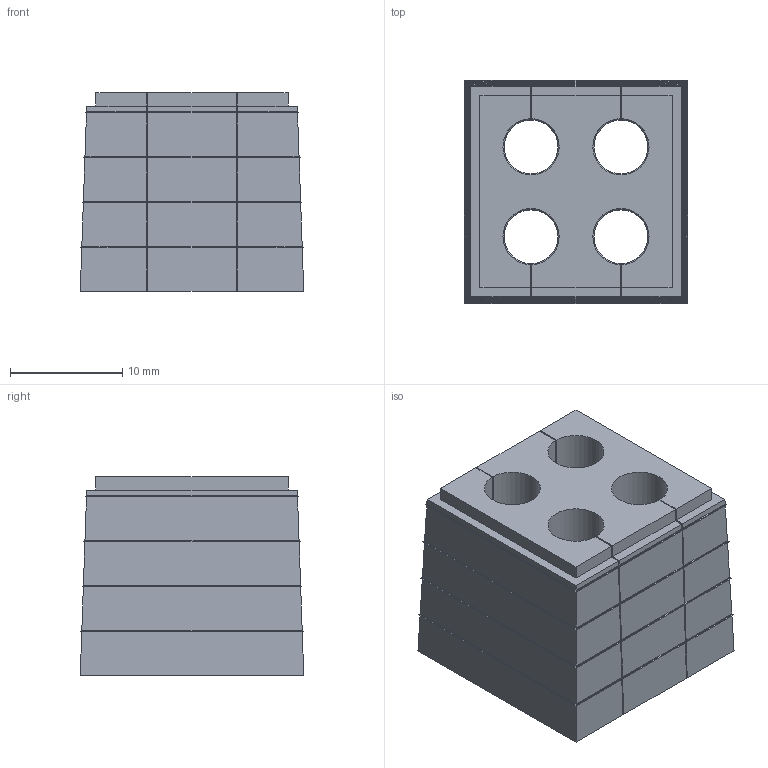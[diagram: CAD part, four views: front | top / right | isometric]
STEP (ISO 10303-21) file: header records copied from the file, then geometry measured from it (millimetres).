
FILE_DESCRIPTION(/* description */ (''),/* implementation_level */ '2;1');
FILE_NAME(/* name */ '28672_4_KDS-DE_4x5.stp',/* time_stamp */ '2023-10-17T09:51:38+02:00',/* author */ (''),/* organization */ (''),/* preprocessor_version */ 'ST-DEVELOPER v19.3',/* originating_system */ 'SIEMENS PLM Software NX2212.1700',/* authorisation */ '');
FILE_SCHEMA (('AUTOMOTIVE_DESIGN { 1 0 10303 214 3 1 1 1 }'));
Length unit declared in the file: millimetre
Products named in the file (1): 28672_4_KDS-DE_4x5
Bounding box: 19.9 x 19.9 x 17.7 mm (x, y, z)
Volume: 5104.1 mm3; surface area: 3570.2 mm2
Topology: 1 solids, 1 shells, 186 faces, 530 edges, 348 vertices
Faces by surface type: plane 139, cylinder 25, cone 20, extrusion 2
Full cylindrical faces by diameter (mm): 2.5 x1
Entity records: 6143 total; most frequent: CARTESIAN_POINT 1317, ORIENTED_EDGE 1058, DIRECTION 915, EDGE_CURVE 529, VECTOR 403, LINE 401, VERTEX_POINT 348, AXIS2_PLACEMENT_3D 256
